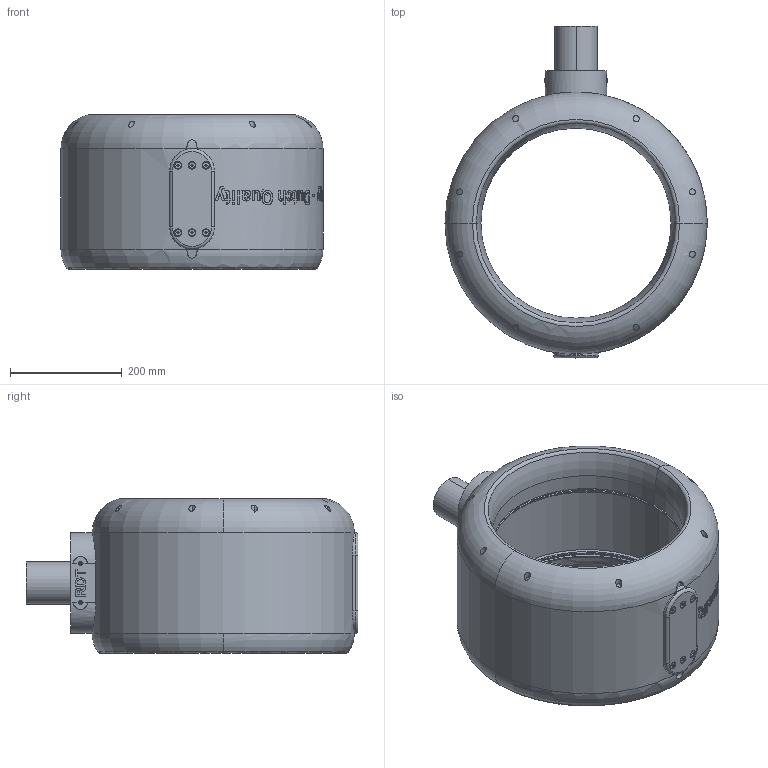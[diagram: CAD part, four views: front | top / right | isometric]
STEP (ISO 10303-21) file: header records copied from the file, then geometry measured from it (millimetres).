
FILE_DESCRIPTION (( 'STEP AP214' ), '1' );
FILE_NAME ('P-350-030-rev-C-PR.STEP', '2021-05-31T12:56:53', ( '' ), ( '' ), 'SwSTEP 2.0', 'SolidWorks 2021', '' );
FILE_SCHEMA (( 'AUTOMOTIVE_DESIGN' ));
Length unit declared in the file: millimetre
Products named in the file (1): P-350-030-rev-C-PR
Bounding box: 470 x 595.04 x 277.13 mm (x, y, z)
Volume: 20626409.2 mm3; surface area: 979786.3 mm2
Topology: 1 solids, 23 shells, 1196 faces, 3007 edges, 1904 vertices
Faces by surface type: plane 466, bspline 283, cylinder 250, torus 101, cone 88, sphere 8
Entity records: 120216 total; most frequent: CARTESIAN_POINT 85526, ORIENTED_EDGE 5934, DIRECTION 4445, EDGE_CURVE 2967, VERTEX_POINT 1904, AXIS2_PLACEMENT_3D 1665, EDGE_LOOP 1315, ADVANCED_FACE 1196
